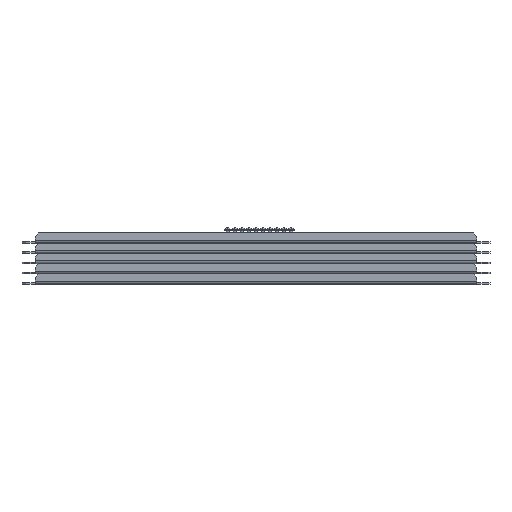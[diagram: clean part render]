
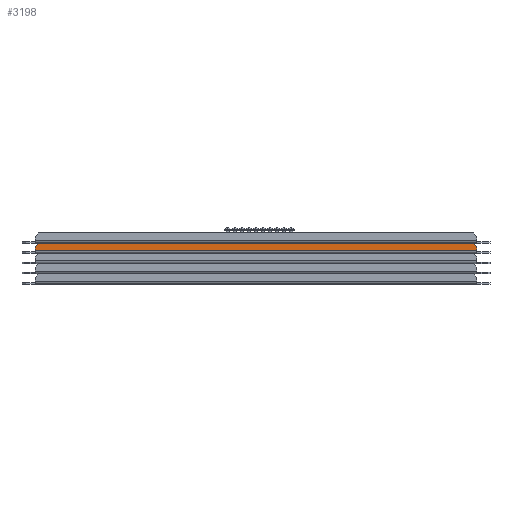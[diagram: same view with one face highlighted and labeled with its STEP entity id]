
A CAD part, front view. The second image highlights one B-rep face of the part: STEP entity #3198.
In plain terms, the highlighted planar face has unit normal (0, -1, 0).
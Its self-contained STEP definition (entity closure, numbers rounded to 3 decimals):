
#98 = VECTOR ( 'NONE', #4145, 1000. ) ;
#153 = VECTOR ( 'NONE', #2085, 1000. ) ;
#203 = CARTESIAN_POINT ( 'NONE',  ( 312.5, -2., 3.875 ) ) ;
#217 = VECTOR ( 'NONE', #4380, 1000. ) ;
#254 = EDGE_CURVE ( 'NONE', #4910, #1999, #1339, .T. ) ;
#272 = LINE ( 'NONE', #4246, #2654 ) ;
#296 = CARTESIAN_POINT ( 'NONE',  ( -312.5, -2., 3.875 ) ) ;
#310 = DIRECTION ( 'NONE',  ( 0., 0., -1. ) ) ;
#340 = AXIS2_PLACEMENT_3D ( 'NONE', #4877, #2396, #1156 ) ;
#465 = DIRECTION ( 'NONE',  ( 0., 0., 1. ) ) ;
#551 = VECTOR ( 'NONE', #3567, 1000. ) ;
#863 = EDGE_LOOP ( 'NONE', ( #4491, #2954, #2210, #1974, #1301, #4481 ) ) ;
#948 = CARTESIAN_POINT ( 'NONE',  ( -312.5, -2., 3.875 ) ) ;
#1117 = LINE ( 'NONE', #3700, #98 ) ;
#1156 = DIRECTION ( 'NONE',  ( 0., 0., 1. ) ) ;
#1219 = EDGE_CURVE ( 'NONE', #5186, #3794, #3774, .T. ) ;
#1228 = CARTESIAN_POINT ( 'NONE',  ( -312.5, -2., 2. ) ) ;
#1301 = ORIENTED_EDGE ( 'NONE', *, *, #4977, .T. ) ;
#1339 = LINE ( 'NONE', #948, #217 ) ;
#1539 = CARTESIAN_POINT ( 'NONE',  ( 307.5, -2., 14.5 ) ) ;
#1584 = VECTOR ( 'NONE', #310, 1000. ) ;
#1826 = CARTESIAN_POINT ( 'NONE',  ( 312.5, -2., 9.5 ) ) ;
#1974 = ORIENTED_EDGE ( 'NONE', *, *, #254, .F. ) ;
#1980 = LINE ( 'NONE', #5024, #153 ) ;
#1999 = VERTEX_POINT ( 'NONE', #296 ) ;
#2085 = DIRECTION ( 'NONE',  ( -0.707, 0., 0.707 ) ) ;
#2158 = EDGE_CURVE ( 'NONE', #3794, #1999, #2918, .T. ) ;
#2210 = ORIENTED_EDGE ( 'NONE', *, *, #2158, .T. ) ;
#2253 = FACE_OUTER_BOUND ( 'NONE', #863, .T. ) ;
#2396 = DIRECTION ( 'NONE',  ( 0., 1., 0. ) ) ;
#2654 = VECTOR ( 'NONE', #465, 1000. ) ;
#2918 = LINE ( 'NONE', #1228, #1584 ) ;
#2954 = ORIENTED_EDGE ( 'NONE', *, *, #1219, .T. ) ;
#3151 = VERTEX_POINT ( 'NONE', #1826 ) ;
#3197 = PLANE ( 'NONE',  #340 ) ;
#3198 = ADVANCED_FACE ( 'NONE', ( #2253 ), #3197, .F. ) ;
#3447 = EDGE_CURVE ( 'NONE', #4231, #5186, #1117, .T. ) ;
#3567 = DIRECTION ( 'NONE',  ( -0.707, 0., -0.707 ) ) ;
#3700 = CARTESIAN_POINT ( 'NONE',  ( -312.5, -2., 14.5 ) ) ;
#3774 = LINE ( 'NONE', #3987, #551 ) ;
#3794 = VERTEX_POINT ( 'NONE', #4013 ) ;
#3987 = CARTESIAN_POINT ( 'NONE',  ( -312.5, -2., 9.5 ) ) ;
#4013 = CARTESIAN_POINT ( 'NONE',  ( -312.5, -2., 9.5 ) ) ;
#4145 = DIRECTION ( 'NONE',  ( -1., 0., 0. ) ) ;
#4231 = VERTEX_POINT ( 'NONE', #1539 ) ;
#4246 = CARTESIAN_POINT ( 'NONE',  ( 312.5, -2., 14.5 ) ) ;
#4380 = DIRECTION ( 'NONE',  ( -1., 0., 0. ) ) ;
#4481 = ORIENTED_EDGE ( 'NONE', *, *, #4483, .T. ) ;
#4483 = EDGE_CURVE ( 'NONE', #3151, #4231, #1980, .T. ) ;
#4491 = ORIENTED_EDGE ( 'NONE', *, *, #3447, .T. ) ;
#4877 = CARTESIAN_POINT ( 'NONE',  ( -312.5, -2., 14.5 ) ) ;
#4910 = VERTEX_POINT ( 'NONE', #203 ) ;
#4977 = EDGE_CURVE ( 'NONE', #4910, #3151, #272, .T. ) ;
#5024 = CARTESIAN_POINT ( 'NONE',  ( 307.5, -2., 14.5 ) ) ;
#5080 = CARTESIAN_POINT ( 'NONE',  ( -307.5, -2., 14.5 ) ) ;
#5186 = VERTEX_POINT ( 'NONE', #5080 ) ;
